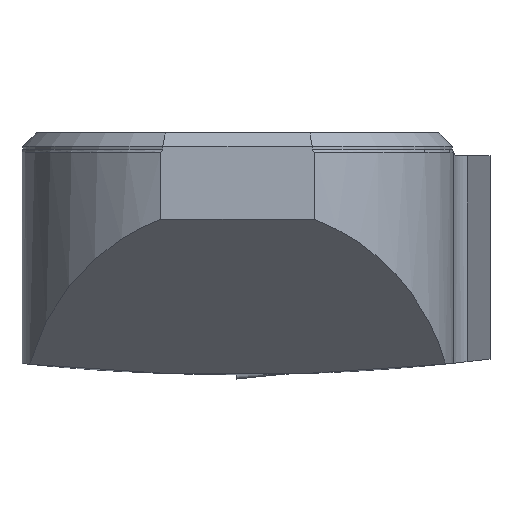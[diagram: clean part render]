
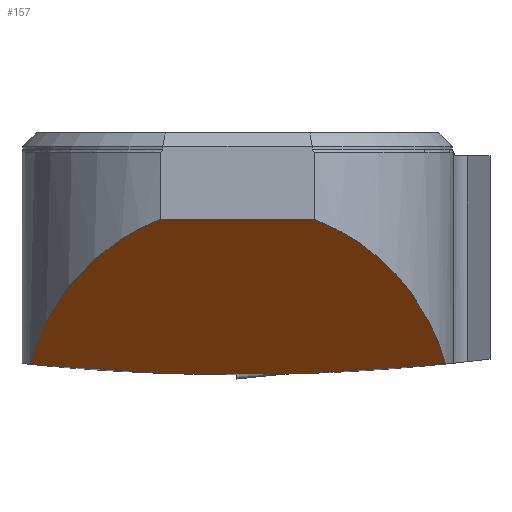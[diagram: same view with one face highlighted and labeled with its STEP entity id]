
A CAD part, left-side view. The second image highlights one B-rep face of the part: STEP entity #157.
In plain terms, the highlighted planar face has unit normal (-0.707, 0, -0.707).
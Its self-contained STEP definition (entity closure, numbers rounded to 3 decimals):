
#109=PLANE('',#1344);
#157=ADVANCED_FACE('FACE_TOPCASE2',(#230),#109,.T.);
#230=FACE_OUTER_BOUND('',#292,.T.);
#292=EDGE_LOOP('',(#644,#645,#646,#647));
#348=ELLIPSE('',#1329,22.698,16.05);
#349=ELLIPSE('',#1331,22.698,16.05);
#350=ELLIPSE('',#1343,217.329,153.675);
#400=LINE('',#1884,#508);
#508=VECTOR('',#1480,1.);
#644=ORIENTED_EDGE('',*,*,#1074,.F.);
#645=ORIENTED_EDGE('',*,*,#1097,.F.);
#646=ORIENTED_EDGE('',*,*,#1076,.F.);
#647=ORIENTED_EDGE('',*,*,#1098,.T.);
#960=VERTEX_POINT('',#1777);
#961=VERTEX_POINT('',#1779);
#962=VERTEX_POINT('',#1783);
#963=VERTEX_POINT('',#1784);
#1074=EDGE_CURVE('',#960,#961,#348,.T.);
#1076=EDGE_CURVE('',#962,#963,#349,.T.);
#1097=EDGE_CURVE('',#963,#960,#350,.T.);
#1098=EDGE_CURVE('',#962,#961,#400,.T.);
#1329=AXIS2_PLACEMENT_3D('',#1778,#1444,#1445);
#1331=AXIS2_PLACEMENT_3D('',#1782,#1449,#1450);
#1343=AXIS2_PLACEMENT_3D('',#1883,#1478,#1479);
#1344=AXIS2_PLACEMENT_3D('',#1885,#1481,#1482);
#1444=DIRECTION('',(0.707,0.,0.707));
#1445=DIRECTION('',(-0.707,0.,0.707));
#1449=DIRECTION('',(0.707,0.,0.707));
#1450=DIRECTION('',(-0.707,0.,0.707));
#1478=DIRECTION('',(0.707,0.,0.707));
#1479=DIRECTION('',(0.707,0.,-0.707));
#1480=DIRECTION('',(0.,1.,0.));
#1481=DIRECTION('',(-0.707,0.,-0.707));
#1482=DIRECTION('',(0.707,0.,-0.707));
#1777=CARTESIAN_POINT('',(-4.198,15.491,-16.902));
#1778=CARTESIAN_POINT('',(0.,0.,-21.1));
#1779=CARTESIAN_POINT('',(-15.,5.71,-6.1));
#1782=CARTESIAN_POINT('',(0.,0.,-21.1));
#1783=CARTESIAN_POINT('',(-15.,-5.71,-6.1));
#1784=CARTESIAN_POINT('',(-4.217,-15.486,-16.883));
#1883=CARTESIAN_POINT('',(-157.1,0.1,136.));
#1884=CARTESIAN_POINT('',(-15.,50.,-6.1));
#1885=CARTESIAN_POINT('',(-1.,50.,-20.1));
